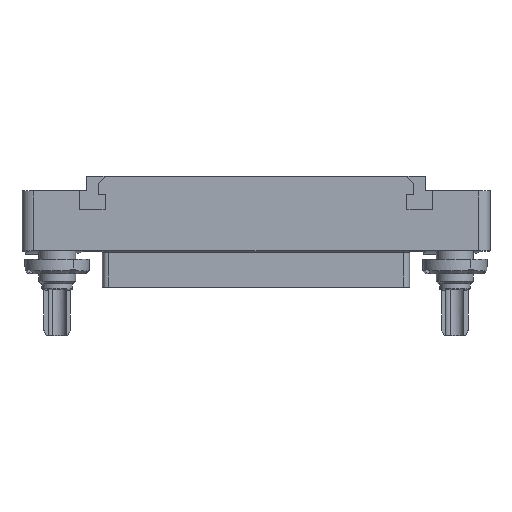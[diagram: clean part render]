
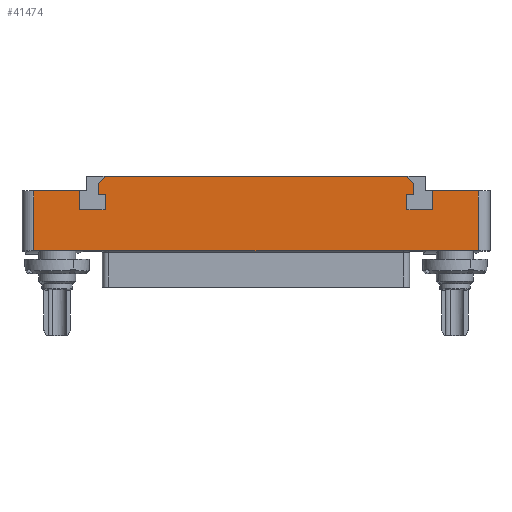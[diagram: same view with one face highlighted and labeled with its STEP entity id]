
A CAD part, top view. The second image highlights one B-rep face of the part: STEP entity #41474.
In plain terms, the highlighted planar face has unit normal (0, 0, 1).
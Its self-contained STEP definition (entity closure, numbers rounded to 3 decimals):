
#3850=DIRECTION('',(0.,-1.,0.));
#3851=VECTOR('',#3850,10.25);
#3852=CARTESIAN_POINT('',(-38.,10.25,7.));
#3853=LINE('',#3852,#3851);
#3868=DIRECTION('',(-1.,0.,0.));
#3869=VECTOR('',#3868,76.);
#3870=CARTESIAN_POINT('',(38.,0.,7.));
#3871=LINE('',#3870,#3869);
#3872=DIRECTION('',(1.,0.,0.));
#3873=VECTOR('',#3872,7.8);
#3874=CARTESIAN_POINT('',(-38.,10.25,7.));
#3875=LINE('',#3874,#3873);
#3876=DIRECTION('',(0.,-1.,0.));
#3877=VECTOR('',#3876,3.2);
#3878=CARTESIAN_POINT('',(-30.2,10.25,7.));
#3879=LINE('',#3878,#3877);
#3880=DIRECTION('',(1.,0.,0.));
#3881=VECTOR('',#3880,4.4);
#3882=CARTESIAN_POINT('',(-30.2,7.05,7.));
#3883=LINE('',#3882,#3881);
#3884=DIRECTION('',(0.,1.,0.));
#3885=VECTOR('',#3884,2.6);
#3886=CARTESIAN_POINT('',(-25.8,7.05,7.));
#3887=LINE('',#3886,#3885);
#3888=DIRECTION('',(-1.,0.,0.));
#3889=VECTOR('',#3888,1.2);
#3890=CARTESIAN_POINT('',(-25.8,9.65,7.));
#3891=LINE('',#3890,#3889);
#3892=DIRECTION('',(0.,-1.,0.));
#3893=VECTOR('',#3892,1.9);
#3894=CARTESIAN_POINT('',(-27.,11.55,7.));
#3895=LINE('',#3894,#3893);
#3896=DIRECTION('',(1.,0.,0.));
#3897=VECTOR('',#3896,51.6);
#3898=CARTESIAN_POINT('',(-25.8,12.75,7.));
#3899=LINE('',#3898,#3897);
#3900=DIRECTION('',(0.,-1.,0.));
#3901=VECTOR('',#3900,1.9);
#3902=CARTESIAN_POINT('',(27.,11.55,7.));
#3903=LINE('',#3902,#3901);
#3904=DIRECTION('',(-1.,0.,0.));
#3905=VECTOR('',#3904,1.2);
#3906=CARTESIAN_POINT('',(27.,9.65,7.));
#3907=LINE('',#3906,#3905);
#3908=DIRECTION('',(0.,-1.,0.));
#3909=VECTOR('',#3908,2.6);
#3910=CARTESIAN_POINT('',(25.8,9.65,7.));
#3911=LINE('',#3910,#3909);
#3912=DIRECTION('',(1.,0.,0.));
#3913=VECTOR('',#3912,4.4);
#3914=CARTESIAN_POINT('',(25.8,7.05,7.));
#3915=LINE('',#3914,#3913);
#3916=DIRECTION('',(0.,1.,0.));
#3917=VECTOR('',#3916,3.2);
#3918=CARTESIAN_POINT('',(30.2,7.05,7.));
#3919=LINE('',#3918,#3917);
#3920=DIRECTION('',(1.,0.,0.));
#3921=VECTOR('',#3920,7.8);
#3922=CARTESIAN_POINT('',(30.2,10.25,7.));
#3923=LINE('',#3922,#3921);
#3924=DIRECTION('',(0.,1.,0.));
#3925=VECTOR('',#3924,10.25);
#3926=CARTESIAN_POINT('',(38.,0.,7.));
#3927=LINE('',#3926,#3925);
#4214=DIRECTION('',(0.707,-0.707,0.));
#4215=VECTOR('',#4214,1.697);
#4216=CARTESIAN_POINT('',(25.8,12.75,7.));
#4217=LINE('',#4216,#4215);
#4238=DIRECTION('',(-0.707,-0.707,0.));
#4239=VECTOR('',#4238,1.697);
#4240=CARTESIAN_POINT('',(-25.8,12.75,7.));
#4241=LINE('',#4240,#4239);
#31293=CARTESIAN_POINT('',(-30.2,10.25,7.));
#31294=CARTESIAN_POINT('',(-30.2,7.05,7.));
#31295=VERTEX_POINT('',#31293);
#31296=VERTEX_POINT('',#31294);
#31297=CARTESIAN_POINT('',(-25.8,7.05,7.));
#31298=VERTEX_POINT('',#31297);
#31299=CARTESIAN_POINT('',(-25.8,9.65,7.));
#31300=VERTEX_POINT('',#31299);
#31301=CARTESIAN_POINT('',(-27.,9.65,7.));
#31302=VERTEX_POINT('',#31301);
#31303=CARTESIAN_POINT('',(27.,9.65,7.));
#31304=CARTESIAN_POINT('',(25.8,9.65,7.));
#31305=VERTEX_POINT('',#31303);
#31306=VERTEX_POINT('',#31304);
#31307=CARTESIAN_POINT('',(25.8,7.05,7.));
#31308=VERTEX_POINT('',#31307);
#31309=CARTESIAN_POINT('',(30.2,7.05,7.));
#31310=VERTEX_POINT('',#31309);
#31311=CARTESIAN_POINT('',(30.2,10.25,7.));
#31312=VERTEX_POINT('',#31311);
#31317=CARTESIAN_POINT('',(-25.8,12.75,7.));
#31319=VERTEX_POINT('',#31317);
#31321=CARTESIAN_POINT('',(-27.,11.55,7.));
#31323=VERTEX_POINT('',#31321);
#31325=CARTESIAN_POINT('',(25.8,12.75,7.));
#31327=VERTEX_POINT('',#31325);
#31329=CARTESIAN_POINT('',(27.,11.55,7.));
#31331=VERTEX_POINT('',#31329);
#31421=CARTESIAN_POINT('',(38.,0.,7.));
#31422=CARTESIAN_POINT('',(38.,10.25,7.));
#31423=VERTEX_POINT('',#31421);
#31424=VERTEX_POINT('',#31422);
#31429=CARTESIAN_POINT('',(-38.,10.25,7.));
#31430=CARTESIAN_POINT('',(-38.,0.,7.));
#31431=VERTEX_POINT('',#31429);
#31432=VERTEX_POINT('',#31430);
#41434=CARTESIAN_POINT('',(0.,0.,7.));
#41435=DIRECTION('',(0.,0.,-1.));
#41436=DIRECTION('',(-1.,0.,0.));
#41437=AXIS2_PLACEMENT_3D('',#41434,#41435,#41436);
#41438=PLANE('',#41437);
#41440=ORIENTED_EDGE('',*,*,#41439,.F.);
#41441=ORIENTED_EDGE('',*,*,#39359,.T.);
#41442=ORIENTED_EDGE('',*,*,#41426,.F.);
#41443=ORIENTED_EDGE('',*,*,#41402,.T.);
#41445=ORIENTED_EDGE('',*,*,#41444,.T.);
#41447=ORIENTED_EDGE('',*,*,#41446,.T.);
#41449=ORIENTED_EDGE('',*,*,#41448,.T.);
#41451=ORIENTED_EDGE('',*,*,#41450,.T.);
#41453=ORIENTED_EDGE('',*,*,#41452,.F.);
#41455=ORIENTED_EDGE('',*,*,#41454,.F.);
#41457=ORIENTED_EDGE('',*,*,#41456,.T.);
#41459=ORIENTED_EDGE('',*,*,#41458,.T.);
#41461=ORIENTED_EDGE('',*,*,#41460,.T.);
#41463=ORIENTED_EDGE('',*,*,#41462,.T.);
#41465=ORIENTED_EDGE('',*,*,#41464,.T.);
#41467=ORIENTED_EDGE('',*,*,#41466,.T.);
#41469=ORIENTED_EDGE('',*,*,#41468,.T.);
#41471=ORIENTED_EDGE('',*,*,#41470,.T.);
#41472=EDGE_LOOP('',(#41440,#41441,#41442,#41443,#41445,#41447,#41449,#41451,
#41453,#41455,#41457,#41459,#41461,#41463,#41465,#41467,#41469,#41471));
#41473=FACE_OUTER_BOUND('',#41472,.F.);
#41474=ADVANCED_FACE('',(#41473),#41438,.F.);
#39359=EDGE_CURVE('',#31423,#31432,#3871,.T.);
#41402=EDGE_CURVE('',#31431,#31295,#3875,.T.);
#41426=EDGE_CURVE('',#31431,#31432,#3853,.T.);
#41439=EDGE_CURVE('',#31423,#31424,#3927,.T.);
#41444=EDGE_CURVE('',#31295,#31296,#3879,.T.);
#41446=EDGE_CURVE('',#31296,#31298,#3883,.T.);
#41448=EDGE_CURVE('',#31298,#31300,#3887,.T.);
#41450=EDGE_CURVE('',#31300,#31302,#3891,.T.);
#41452=EDGE_CURVE('',#31323,#31302,#3895,.T.);
#41454=EDGE_CURVE('',#31319,#31323,#4241,.T.);
#41456=EDGE_CURVE('',#31319,#31327,#3899,.T.);
#41458=EDGE_CURVE('',#31327,#31331,#4217,.T.);
#41460=EDGE_CURVE('',#31331,#31305,#3903,.T.);
#41462=EDGE_CURVE('',#31305,#31306,#3907,.T.);
#41464=EDGE_CURVE('',#31306,#31308,#3911,.T.);
#41466=EDGE_CURVE('',#31308,#31310,#3915,.T.);
#41468=EDGE_CURVE('',#31310,#31312,#3919,.T.);
#41470=EDGE_CURVE('',#31312,#31424,#3923,.T.);
